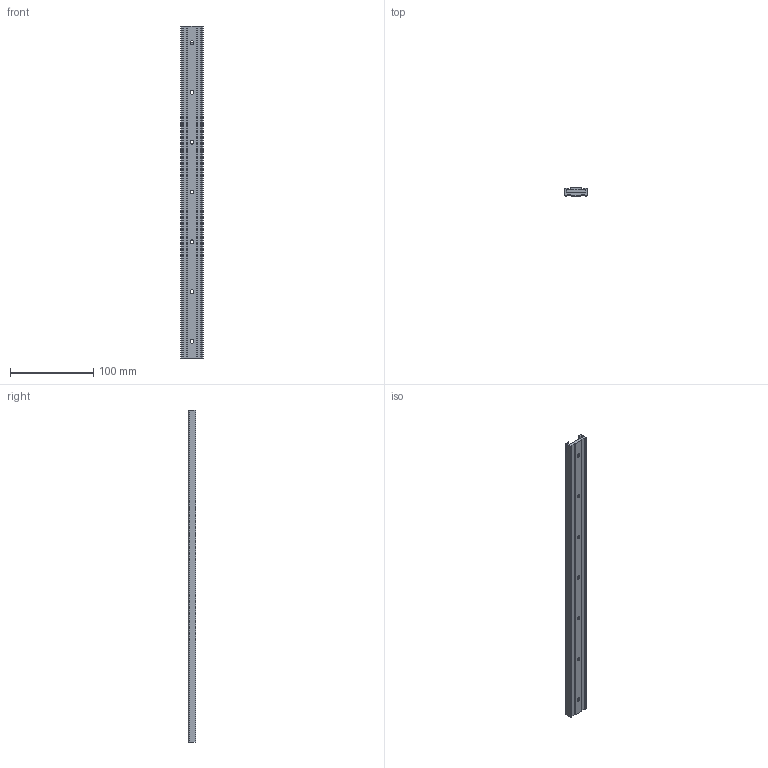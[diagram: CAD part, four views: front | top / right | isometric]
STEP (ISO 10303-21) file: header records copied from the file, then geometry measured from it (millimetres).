
FILE_DESCRIPTION (( 'STEP AP203' ), '1' );
FILE_NAME ('GST_4818BE931D.step', '2021-01-26T18:22:23', ( 'localadmin' ), ( 'BOXX Technologies, Inc.' ), 'SwSTEP 2.0', 'SolidWorks 2019', '' );
FILE_SCHEMA (( 'CONFIG_CONTROL_DESIGN' ));
Length unit declared in the file: inch
Products named in the file (5): UGefAt0uWT_CADModel_0; GST_4818BE931D; UGefAt0uWT_CADModel_1
Assembly tree (2 placements, depth 2):
  UGefAt0uWT_CADModel_0
  GST_4818BE931D
    UGefAt0uWT_CADModel_1
    UGefAt0uWT_CADModel_0
  UGefAt0uWT_CADModel_1
Bounding box: 27 x 9.5 x 400 mm (x, y, z)
Volume: 51248.8 mm3; surface area: 41539.4 mm2
Topology: 4 solids, 4 shells, 742 faces, 1768 edges, 994 vertices
Faces by surface type: cylinder 286, plane 228, torus 87, sphere 81, bspline 52, cone 8
Entity records: 23727 total; most frequent: CARTESIAN_POINT 6494, DIRECTION 3669, ORIENTED_EDGE 3390, EDGE_CURVE 1695, AXIS2_PLACEMENT_3D 1387, VERTEX_POINT 994, LINE 895, VECTOR 895
